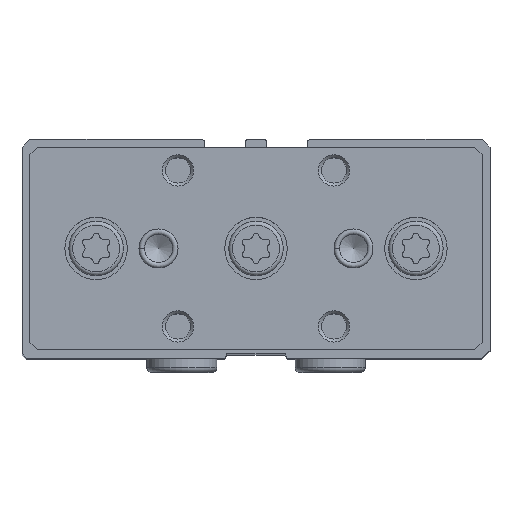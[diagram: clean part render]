
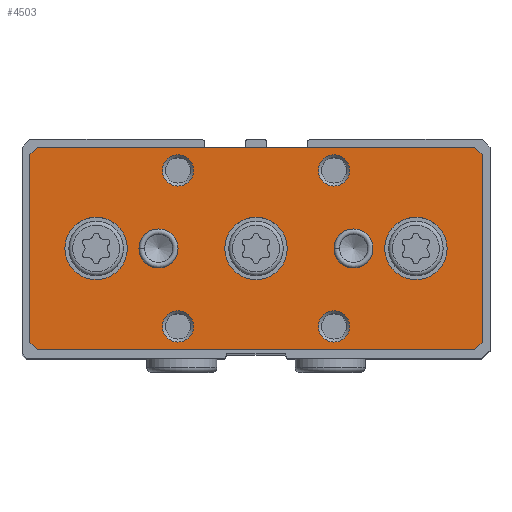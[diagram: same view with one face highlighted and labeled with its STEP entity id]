
A CAD part, top view. The second image highlights one B-rep face of the part: STEP entity #4503.
In plain terms, the highlighted face is planar.
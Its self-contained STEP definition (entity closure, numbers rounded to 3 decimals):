
#192=PLANE('',#4986);
#370=CIRCLE('',#4987,4.);
#371=CIRCLE('',#4988,4.);
#372=CIRCLE('',#4989,4.);
#373=CIRCLE('',#4990,2.5);
#374=CIRCLE('',#4991,2.5);
#375=CIRCLE('',#4992,2.);
#376=CIRCLE('',#4993,2.);
#377=CIRCLE('',#4994,2.);
#378=CIRCLE('',#4995,2.);
#674=LINE('',#7556,#928);
#675=LINE('',#7559,#929);
#676=LINE('',#7561,#930);
#677=LINE('',#7563,#931);
#678=LINE('',#7565,#932);
#679=LINE('',#7567,#933);
#680=LINE('',#7569,#934);
#681=LINE('',#7571,#935);
#928=VECTOR('',#6023,1000.);
#929=VECTOR('',#6024,1000.);
#930=VECTOR('',#6025,1000.);
#931=VECTOR('',#6026,1000.);
#932=VECTOR('',#6027,1000.);
#933=VECTOR('',#6028,1000.);
#934=VECTOR('',#6029,1000.);
#935=VECTOR('',#6030,1000.);
#1648=ORIENTED_EDGE('',*,*,#2523,.F.);
#1649=ORIENTED_EDGE('',*,*,#2524,.F.);
#1650=ORIENTED_EDGE('',*,*,#2525,.F.);
#1651=ORIENTED_EDGE('',*,*,#2526,.F.);
#1652=ORIENTED_EDGE('',*,*,#2527,.F.);
#1653=ORIENTED_EDGE('',*,*,#2528,.F.);
#1654=ORIENTED_EDGE('',*,*,#2529,.F.);
#1655=ORIENTED_EDGE('',*,*,#2530,.F.);
#1656=ORIENTED_EDGE('',*,*,#2531,.F.);
#1657=ORIENTED_EDGE('',*,*,#2532,.T.);
#1658=ORIENTED_EDGE('',*,*,#2533,.T.);
#1659=ORIENTED_EDGE('',*,*,#2534,.T.);
#1660=ORIENTED_EDGE('',*,*,#2535,.T.);
#1661=ORIENTED_EDGE('',*,*,#2536,.T.);
#1662=ORIENTED_EDGE('',*,*,#2537,.T.);
#1663=ORIENTED_EDGE('',*,*,#2538,.T.);
#1664=ORIENTED_EDGE('',*,*,#2539,.T.);
#2523=EDGE_CURVE('',#3045,#3045,#370,.T.);
#2524=EDGE_CURVE('',#3046,#3046,#371,.T.);
#2525=EDGE_CURVE('',#3047,#3047,#372,.T.);
#2526=EDGE_CURVE('',#3048,#3048,#373,.T.);
#2527=EDGE_CURVE('',#3049,#3049,#374,.T.);
#2528=EDGE_CURVE('',#3050,#3050,#375,.T.);
#2529=EDGE_CURVE('',#3051,#3051,#376,.T.);
#2530=EDGE_CURVE('',#3052,#3052,#377,.T.);
#2531=EDGE_CURVE('',#3053,#3053,#378,.T.);
#2532=EDGE_CURVE('',#3054,#3055,#674,.T.);
#2533=EDGE_CURVE('',#3055,#3056,#675,.T.);
#2534=EDGE_CURVE('',#3056,#3057,#676,.T.);
#2535=EDGE_CURVE('',#3057,#3058,#677,.T.);
#2536=EDGE_CURVE('',#3058,#3059,#678,.T.);
#2537=EDGE_CURVE('',#3059,#3060,#679,.T.);
#2538=EDGE_CURVE('',#3060,#3061,#680,.T.);
#2539=EDGE_CURVE('',#3061,#3054,#681,.T.);
#3045=VERTEX_POINT('',#7539);
#3046=VERTEX_POINT('',#7541);
#3047=VERTEX_POINT('',#7543);
#3048=VERTEX_POINT('',#7545);
#3049=VERTEX_POINT('',#7547);
#3050=VERTEX_POINT('',#7549);
#3051=VERTEX_POINT('',#7551);
#3052=VERTEX_POINT('',#7553);
#3053=VERTEX_POINT('',#7555);
#3054=VERTEX_POINT('',#7557);
#3055=VERTEX_POINT('',#7558);
#3056=VERTEX_POINT('',#7560);
#3057=VERTEX_POINT('',#7562);
#3058=VERTEX_POINT('',#7564);
#3059=VERTEX_POINT('',#7566);
#3060=VERTEX_POINT('',#7568);
#3061=VERTEX_POINT('',#7570);
#3548=EDGE_LOOP('',(#1648));
#3549=EDGE_LOOP('',(#1649));
#3550=EDGE_LOOP('',(#1650));
#3551=EDGE_LOOP('',(#1651));
#3552=EDGE_LOOP('',(#1652));
#3553=EDGE_LOOP('',(#1653));
#3554=EDGE_LOOP('',(#1654));
#3555=EDGE_LOOP('',(#1655));
#3556=EDGE_LOOP('',(#1656));
#3557=EDGE_LOOP('',(#1657,#1658,#1659,#1660,#1661,#1662,#1663,#1664));
#4005=FACE_BOUND('',#3548,.T.);
#4006=FACE_BOUND('',#3549,.T.);
#4007=FACE_BOUND('',#3550,.T.);
#4008=FACE_BOUND('',#3551,.T.);
#4009=FACE_BOUND('',#3552,.T.);
#4010=FACE_BOUND('',#3553,.T.);
#4011=FACE_BOUND('',#3554,.T.);
#4012=FACE_BOUND('',#3555,.T.);
#4013=FACE_BOUND('',#3556,.T.);
#4014=FACE_BOUND('',#3557,.T.);
#4503=ADVANCED_FACE('',(#4005,#4006,#4007,#4008,#4009,#4010,#4011,#4012,
#4013,#4014),#192,.T.);
#4986=AXIS2_PLACEMENT_3D('',#7537,#6003,#6004);
#4987=AXIS2_PLACEMENT_3D('',#7538,#6005,#6006);
#4988=AXIS2_PLACEMENT_3D('',#7540,#6007,#6008);
#4989=AXIS2_PLACEMENT_3D('',#7542,#6009,#6010);
#4990=AXIS2_PLACEMENT_3D('',#7544,#6011,#6012);
#4991=AXIS2_PLACEMENT_3D('',#7546,#6013,#6014);
#4992=AXIS2_PLACEMENT_3D('',#7548,#6015,#6016);
#4993=AXIS2_PLACEMENT_3D('',#7550,#6017,#6018);
#4994=AXIS2_PLACEMENT_3D('',#7552,#6019,#6020);
#4995=AXIS2_PLACEMENT_3D('',#7554,#6021,#6022);
#6003=DIRECTION('',(1.,0.,0.));
#6004=DIRECTION('',(0.,0.,-1.));
#6005=DIRECTION('',(1.,0.,0.));
#6006=DIRECTION('',(0.,0.,-1.));
#6007=DIRECTION('',(1.,0.,0.));
#6008=DIRECTION('',(0.,0.,-1.));
#6009=DIRECTION('',(1.,0.,0.));
#6010=DIRECTION('',(0.,0.,-1.));
#6011=DIRECTION('',(1.,0.,0.));
#6012=DIRECTION('',(0.,0.,-1.));
#6013=DIRECTION('',(1.,0.,0.));
#6014=DIRECTION('',(0.,0.,-1.));
#6015=DIRECTION('',(1.,0.,0.));
#6016=DIRECTION('',(0.,0.,-1.));
#6017=DIRECTION('',(1.,0.,0.));
#6018=DIRECTION('',(0.,0.,-1.));
#6019=DIRECTION('',(1.,0.,0.));
#6020=DIRECTION('',(0.,0.,-1.));
#6021=DIRECTION('',(1.,0.,0.));
#6022=DIRECTION('',(0.,0.,-1.));
#6023=DIRECTION('',(0.,-1.,0.));
#6024=DIRECTION('',(0.,-0.707,-0.707));
#6025=DIRECTION('',(0.,0.,-1.));
#6026=DIRECTION('',(0.,0.707,-0.707));
#6027=DIRECTION('',(0.,1.,0.));
#6028=DIRECTION('',(0.,0.707,0.707));
#6029=DIRECTION('',(0.,0.,1.));
#6030=DIRECTION('',(0.,-0.707,0.707));
#7537=CARTESIAN_POINT('',(13.,0.,0.));
#7538=CARTESIAN_POINT('',(13.,0.,20.5));
#7539=CARTESIAN_POINT('',(13.,0.,16.5));
#7540=CARTESIAN_POINT('',(13.,0.,-20.5));
#7541=CARTESIAN_POINT('',(13.,0.,-24.5));
#7542=CARTESIAN_POINT('',(13.,0.,0.));
#7543=CARTESIAN_POINT('',(13.,0.,-4.));
#7544=CARTESIAN_POINT('',(13.,0.,12.5));
#7545=CARTESIAN_POINT('',(13.,0.,10.));
#7546=CARTESIAN_POINT('',(13.,0.,-12.5));
#7547=CARTESIAN_POINT('',(13.,0.,-15.));
#7548=CARTESIAN_POINT('',(13.,-10.,10.));
#7549=CARTESIAN_POINT('',(13.,-10.,8.));
#7550=CARTESIAN_POINT('',(13.,-10.,-10.));
#7551=CARTESIAN_POINT('',(13.,-10.,-12.));
#7552=CARTESIAN_POINT('',(13.,10.,10.));
#7553=CARTESIAN_POINT('',(13.,10.,8.));
#7554=CARTESIAN_POINT('',(13.,10.,-10.));
#7555=CARTESIAN_POINT('',(13.,10.,-12.));
#7556=CARTESIAN_POINT('',(13.,12.,29.));
#7557=CARTESIAN_POINT('',(13.,12.,29.));
#7558=CARTESIAN_POINT('',(13.,-12.,29.));
#7559=CARTESIAN_POINT('',(13.,-12.,29.));
#7560=CARTESIAN_POINT('',(13.,-13.,28.));
#7561=CARTESIAN_POINT('',(13.,-13.,28.));
#7562=CARTESIAN_POINT('',(13.,-13.,-28.));
#7563=CARTESIAN_POINT('',(13.,-13.,-28.));
#7564=CARTESIAN_POINT('',(13.,-12.,-29.));
#7565=CARTESIAN_POINT('',(13.,-12.,-29.));
#7566=CARTESIAN_POINT('',(13.,12.,-29.));
#7567=CARTESIAN_POINT('',(13.,12.,-29.));
#7568=CARTESIAN_POINT('',(13.,13.,-28.));
#7569=CARTESIAN_POINT('',(13.,13.,-28.));
#7570=CARTESIAN_POINT('',(13.,13.,28.));
#7571=CARTESIAN_POINT('',(13.,13.,28.));
